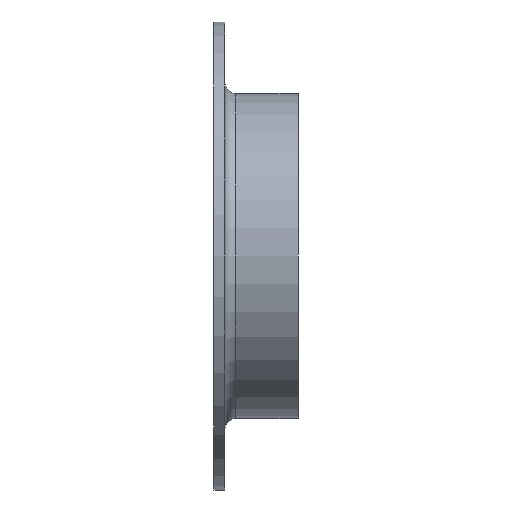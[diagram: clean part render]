
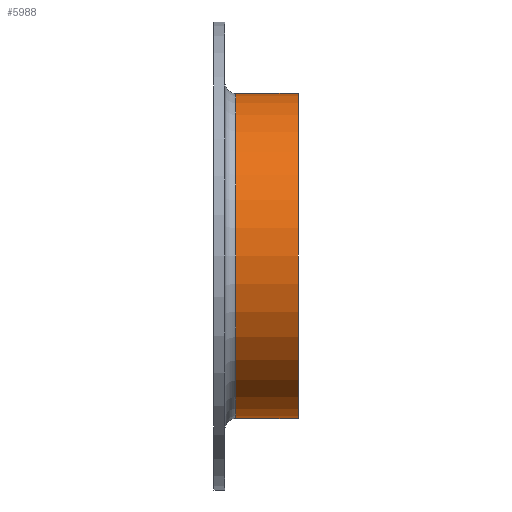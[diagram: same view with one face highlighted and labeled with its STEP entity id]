
A CAD part, front view. The second image highlights one B-rep face of the part: STEP entity #5988.
In plain terms, the highlighted cylindrical face has radius 44.45 mm (diameter 88.9 mm), a full revolution.
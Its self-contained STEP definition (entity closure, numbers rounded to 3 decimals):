
#79 = DIRECTION ( 'NONE',  ( 1., 0., 0. ) ) ;
#243 = EDGE_CURVE ( 'NONE', #2552, #2552, #7469, .T. ) ;
#623 = EDGE_CURVE ( 'NONE', #13309, #13309, #8016, .T. ) ;
#1667 = CARTESIAN_POINT ( 'NONE',  ( 23., 0., 0. ) ) ;
#2411 = CYLINDRICAL_SURFACE ( 'NONE', #3630, 44.45 ) ;
#2552 = VERTEX_POINT ( 'NONE', #11759 ) ;
#2588 = CARTESIAN_POINT ( 'NONE',  ( 0., 0., 0. ) ) ;
#3630 = AXIS2_PLACEMENT_3D ( 'NONE', #2588, #7883, #13168 ) ;
#3846 = ORIENTED_EDGE ( 'NONE', *, *, #623, .T. ) ;
#4314 = CARTESIAN_POINT ( 'NONE',  ( 6., 0., 0. ) ) ;
#5358 = EDGE_LOOP ( 'NONE', ( #3846 ) ) ;
#5988 = ADVANCED_FACE ( 'NONE', ( #15614, #8997 ), #2411, .T. ) ;
#7021 = DIRECTION ( 'NONE',  ( 0., 0., 1. ) ) ;
#7469 = CIRCLE ( 'NONE', #8271, 44.45 ) ;
#7851 = CARTESIAN_POINT ( 'NONE',  ( 23., 0., 44.45 ) ) ;
#7883 = DIRECTION ( 'NONE',  ( -1., 0., 0. ) ) ;
#8016 = CIRCLE ( 'NONE', #16881, 44.45 ) ;
#8271 = AXIS2_PLACEMENT_3D ( 'NONE', #4314, #79, #7021 ) ;
#8997 = FACE_OUTER_BOUND ( 'NONE', #5358, .T. ) ;
#10318 = EDGE_LOOP ( 'NONE', ( #13610 ) ) ;
#11193 = DIRECTION ( 'NONE',  ( 0., 0., 1. ) ) ;
#11759 = CARTESIAN_POINT ( 'NONE',  ( 6., 0., 44.45 ) ) ;
#13168 = DIRECTION ( 'NONE',  ( 0., 0., 1. ) ) ;
#13309 = VERTEX_POINT ( 'NONE', #7851 ) ;
#13453 = DIRECTION ( 'NONE',  ( -1., 0., 0. ) ) ;
#13610 = ORIENTED_EDGE ( 'NONE', *, *, #243, .T. ) ;
#15614 = FACE_OUTER_BOUND ( 'NONE', #10318, .T. ) ;
#16881 = AXIS2_PLACEMENT_3D ( 'NONE', #1667, #13453, #11193 ) ;
